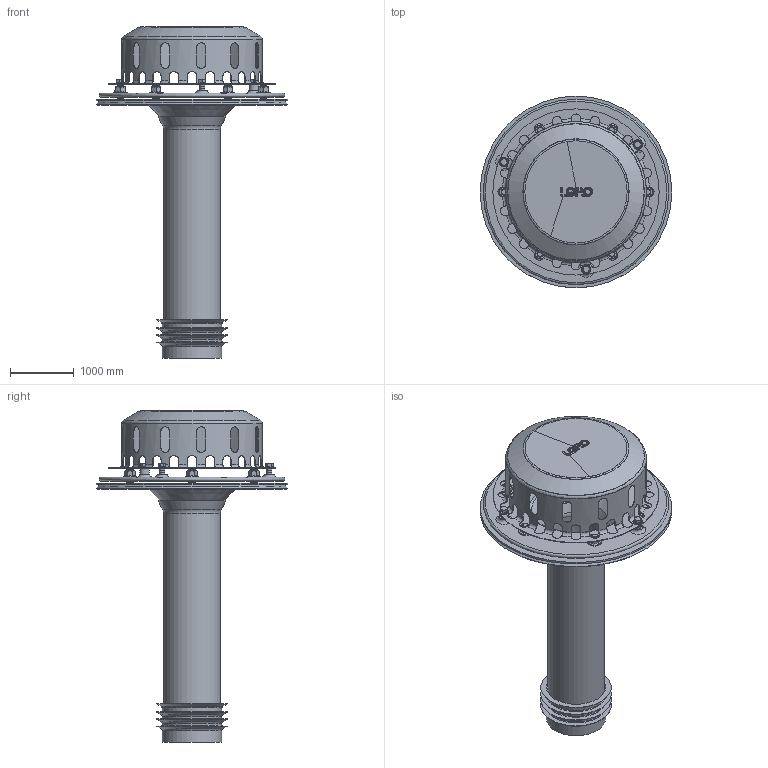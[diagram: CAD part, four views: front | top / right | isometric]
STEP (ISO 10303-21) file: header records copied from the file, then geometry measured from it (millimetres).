
FILE_DESCRIPTION(/* description */ (''),/* implementation_level */ '2;1');
FILE_NAME(/* name */ '21518.080X_3D.stp',/* time_stamp */ '2026-01-16T09:35:36+01:00',/* author */ ('CAD'),/* organization */ (''),/* preprocessor_version */ 'ST-DEVELOPER v20',/* originating_system */ 'AutoCAD Mechanical',/* authorisation */ '');
FILE_SCHEMA (('AUTOMOTIVE_DESIGN { 1 0 10303 214 3 1 1 }'));
Length unit declared in the file: centimetre
Products named in the file (2): Product; *S1
Assembly tree (1 placements, depth 2):
  Product
    *S1
Bounding box: 3000 x 3000 x 5192.5 mm (x, y, z)
Volume: 931682418.6 mm3; surface area: 80407295 mm2
Topology: 24 solids, 24 shells, 827 faces, 2077 edges, 1274 vertices
Faces by surface type: cone 316, plane 225, cylinder 172, torus 108, sphere 3, bspline 3
Full cylindrical faces by diameter (mm): 60 x3, 70 x6, 80 x15, 83.76 x6, 105 x2, 140 x6, 160 x6, 810 x1, 850 x1, 858 x1, 890 x2, 930 x1, 1100 x4, 1600 x1, 2180 x1, 2200 x1, 2600 x1, 3000 x1
Entity records: 30661 total; most frequent: CARTESIAN_POINT 10877, ORIENTED_EDGE 4144, DIRECTION 4112, EDGE_CURVE 2072, AXIS2_PLACEMENT_3D 1674, VERTEX_POINT 1274, EDGE_LOOP 944, CIRCLE 844
